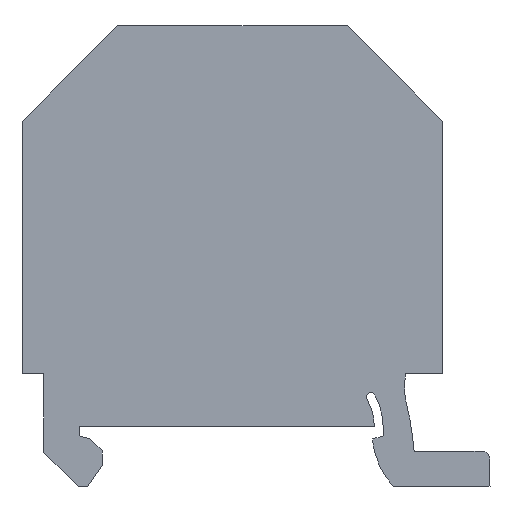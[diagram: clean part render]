
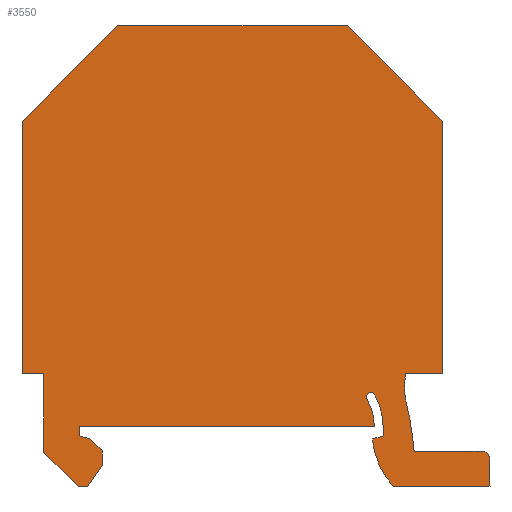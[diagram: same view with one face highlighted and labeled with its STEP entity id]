
A CAD part, left-side view. The second image highlights one B-rep face of the part: STEP entity #3550.
In plain terms, the highlighted face is planar.
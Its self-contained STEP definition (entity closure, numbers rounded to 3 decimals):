
#200=CARTESIAN_POINT('',(17.5,0.,-1.5));
#210=VERTEX_POINT('',#200);
#240=CARTESIAN_POINT('',(0.,0.,-1.5));
#250=DIRECTION('',(1.,0.,0.));
#260=VECTOR('',#250,1.);
#270=LINE('',#240,#260);
#280=CARTESIAN_POINT('',(-16.194,0.,-1.5));
#290=VERTEX_POINT('',#280);
#300=EDGE_CURVE('',#290,#210,#270,.T.);
#570=CARTESIAN_POINT('',(17.5,-1.1,-1.5));
#580=VERTEX_POINT('',#570);
#630=CARTESIAN_POINT('',(17.5,0.,-1.5));
#640=DIRECTION('',(0.,-1.,0.));
#650=VECTOR('',#640,1.);
#660=LINE('',#630,#650);
#670=EDGE_CURVE('',#210,#580,#660,.T.);
#950=CARTESIAN_POINT('',(-19.827,2.642,-1.5));
#960=VERTEX_POINT('',#950);
#1140=CARTESIAN_POINT('',(-20.714,-2.85,-1.5));
#1150=VERTEX_POINT('',#1140);
#1180=CARTESIAN_POINT('',(11.3,-5.2,-1.5));
#1190=DIRECTION('',(0.,0.,1.));
#1200=DIRECTION('',(1.,0.,0.));
#1210=AXIS2_PLACEMENT_3D('',#1180,#1190,#1200);
#1220=CIRCLE('',#1210,32.1);
#1230=EDGE_CURVE('',#960,#1150,#1220,.T.);
#1350=CARTESIAN_POINT('',(-19.343,8.595,-1.5));
#1360=DIRECTION('',(0.,0.,-1.));
#1370=DIRECTION('',(-1.,0.,0.));
#1380=AXIS2_PLACEMENT_3D('',#1350,#1360,#1370);
#1390=PLANE('',#1380);
#1400=CARTESIAN_POINT('',(0.,-6.85,-1.5));
#1410=DIRECTION('',(1.,0.,0.));
#1420=VECTOR('',#1410,1.);
#1430=LINE('',#1400,#1420);
#1440=CARTESIAN_POINT('',(-29.367,-6.85,-1.5));
#1450=VERTEX_POINT('',#1440);
#1460=CARTESIAN_POINT('',(-18.334,-6.85,-1.5));
#1470=VERTEX_POINT('',#1460);
#1480=EDGE_CURVE('',#1450,#1470,#1430,.T.);
#1490=ORIENTED_EDGE('',*,*,#1480,.F.);
#1500=CARTESIAN_POINT('',(-25.4,-0.5,-1.5));
#1510=DIRECTION('',(0.,0.,1.));
#1520=DIRECTION('',(1.,0.,0.));
#1530=AXIS2_PLACEMENT_3D('',#1500,#1510,#1520);
#1540=CIRCLE('',#1530,9.5);
#1550=CARTESIAN_POINT('',(-16.,-1.875,-1.5));
#1560=VERTEX_POINT('',#1550);
#1570=EDGE_CURVE('',#1470,#1560,#1540,.T.);
#1580=ORIENTED_EDGE('',*,*,#1570,.F.);
#1590=CARTESIAN_POINT('',(-16.,0.,-1.5));
#1600=DIRECTION('',(0.,1.,0.));
#1610=VECTOR('',#1600,1.);
#1620=LINE('',#1590,#1610);
#1630=CARTESIAN_POINT('',(-16.,-1.422,-1.5));
#1640=VERTEX_POINT('',#1630);
#1650=EDGE_CURVE('',#1560,#1640,#1620,.T.);
#1660=ORIENTED_EDGE('',*,*,#1650,.F.);
#1670=CARTESIAN_POINT('',(0.,-5.709,-1.5));
#1680=DIRECTION('',(-0.966,0.259,0.));
#1690=VECTOR('',#1680,1.);
#1700=LINE('',#1670,#1690);
#1710=CARTESIAN_POINT('',(-17.2,-1.1,-1.5));
#1720=VERTEX_POINT('',#1710);
#1730=EDGE_CURVE('',#1640,#1720,#1700,.T.);
#1740=ORIENTED_EDGE('',*,*,#1730,.F.);
#1750=CARTESIAN_POINT('',(-17.2,0.,-1.5));
#1760=DIRECTION('',(0.,1.,0.));
#1770=VECTOR('',#1760,1.);
#1780=LINE('',#1750,#1770);
#1790=CARTESIAN_POINT('',(-17.2,-0.3,-1.5));
#1800=VERTEX_POINT('',#1790);
#1810=EDGE_CURVE('',#1720,#1800,#1780,.T.);
#1820=ORIENTED_EDGE('',*,*,#1810,.F.);
#1830=CARTESIAN_POINT('',(-8.9,-0.3,-1.5));
#1840=DIRECTION('',(0.,0.,1.));
#1850=DIRECTION('',(1.,0.,0.));
#1860=AXIS2_PLACEMENT_3D('',#1830,#1840,#1850);
#1870=CIRCLE('',#1860,8.3);
#1880=CARTESIAN_POINT('',(-16.235,3.584,-1.5));
#1890=VERTEX_POINT('',#1880);
#1900=EDGE_CURVE('',#1890,#1800,#1870,.T.);
#1910=ORIENTED_EDGE('',*,*,#1900,.T.);
#1920=CARTESIAN_POINT('',(-15.793,3.35,-1.5));
#1930=DIRECTION('',(0.,0.,1.));
#1940=DIRECTION('',(1.,0.,0.));
#1950=AXIS2_PLACEMENT_3D('',#1920,#1930,#1940);
#1960=CIRCLE('',#1950,0.5);
#1970=CARTESIAN_POINT('',(-15.351,3.116,-1.5));
#1980=VERTEX_POINT('',#1970);
#1990=EDGE_CURVE('',#1980,#1890,#1960,.T.);
#2000=ORIENTED_EDGE('',*,*,#1990,.T.);
#2010=CARTESIAN_POINT('',(-8.9,-0.3,-1.5));
#2020=DIRECTION('',(0.,0.,1.));
#2030=DIRECTION('',(1.,0.,0.));
#2040=AXIS2_PLACEMENT_3D('',#2010,#2020,#2030);
#2050=CIRCLE('',#2040,7.3);
#2060=EDGE_CURVE('',#1980,#290,#2050,.T.);
#2070=ORIENTED_EDGE('',*,*,#2060,.F.);
#2080=ORIENTED_EDGE('',*,*,#300,.F.);
#2090=ORIENTED_EDGE('',*,*,#670,.F.);
#2100=CARTESIAN_POINT('',(0.,-5.789,-1.5));
#2110=DIRECTION('',(-0.966,-0.259,0.));
#2120=VECTOR('',#2110,1.);
#2130=LINE('',#2100,#2120);
#2140=CARTESIAN_POINT('',(16.202,-1.448,-1.5));
#2150=VERTEX_POINT('',#2140);
#2160=EDGE_CURVE('',#580,#2150,#2130,.T.);
#2170=ORIENTED_EDGE('',*,*,#2160,.F.);
#2180=CARTESIAN_POINT('',(17.65,0.,-1.5));
#2190=DIRECTION('',(-0.707,-0.707,0.));
#2200=VECTOR('',#2190,1.);
#2210=LINE('',#2180,#2200);
#2220=CARTESIAN_POINT('',(14.85,-2.8,-1.5));
#2230=VERTEX_POINT('',#2220);
#2240=EDGE_CURVE('',#2150,#2230,#2210,.T.);
#2250=ORIENTED_EDGE('',*,*,#2240,.F.);
#2260=CARTESIAN_POINT('',(14.85,0.,-1.5));
#2270=DIRECTION('',(0.,-1.,0.));
#2280=VECTOR('',#2270,1.);
#2290=LINE('',#2260,#2280);
#2300=CARTESIAN_POINT('',(14.85,-4.45,-1.5));
#2310=VERTEX_POINT('',#2300);
#2320=EDGE_CURVE('',#2230,#2310,#2290,.T.);
#2330=ORIENTED_EDGE('',*,*,#2320,.F.);
#2340=CARTESIAN_POINT('',(11.734,0.,-1.5));
#2350=DIRECTION('',(0.574,-0.819,0.));
#2360=VECTOR('',#2350,1.);
#2370=LINE('',#2340,#2360);
#2380=CARTESIAN_POINT('',(16.53,-6.85,-1.5));
#2390=VERTEX_POINT('',#2380);
#2400=EDGE_CURVE('',#2310,#2390,#2370,.T.);
#2410=ORIENTED_EDGE('',*,*,#2400,.F.);
#2420=CARTESIAN_POINT('',(0.,-6.85,-1.5));
#2430=DIRECTION('',(1.,0.,0.));
#2440=VECTOR('',#2430,1.);
#2450=LINE('',#2420,#2440);
#2460=CARTESIAN_POINT('',(17.6,-6.85,-1.5));
#2470=VERTEX_POINT('',#2460);
#2480=EDGE_CURVE('',#2390,#2470,#2450,.T.);
#2490=ORIENTED_EDGE('',*,*,#2480,.F.);
#2500=CARTESIAN_POINT('',(0.,-24.45,-1.5));
#2510=DIRECTION('',(0.707,0.707,0.));
#2520=VECTOR('',#2510,1.);
#2530=LINE('',#2500,#2520);
#2540=CARTESIAN_POINT('',(21.5,-2.95,-1.5));
#2550=VERTEX_POINT('',#2540);
#2560=EDGE_CURVE('',#2470,#2550,#2530,.T.);
#2570=ORIENTED_EDGE('',*,*,#2560,.F.);
#2580=CARTESIAN_POINT('',(21.5,0.,-1.5));
#2590=DIRECTION('',(0.,-1.,0.));
#2600=VECTOR('',#2590,1.);
#2610=LINE('',#2580,#2600);
#2620=CARTESIAN_POINT('',(21.5,6.,-1.5));
#2630=VERTEX_POINT('',#2620);
#2640=EDGE_CURVE('',#2630,#2550,#2610,.T.);
#2650=ORIENTED_EDGE('',*,*,#2640,.T.);
#2660=CARTESIAN_POINT('',(0.,6.,-1.5));
#2670=DIRECTION('',(-1.,0.,0.));
#2680=VECTOR('',#2670,1.);
#2690=LINE('',#2660,#2680);
#2700=CARTESIAN_POINT('',(24.,6.,-1.5));
#2710=VERTEX_POINT('',#2700);
#2720=EDGE_CURVE('',#2710,#2630,#2690,.T.);
#2730=ORIENTED_EDGE('',*,*,#2720,.T.);
#2740=CARTESIAN_POINT('',(24.,0.,-1.5));
#2750=DIRECTION('',(0.,-1.,0.));
#2760=VECTOR('',#2750,1.);
#2770=LINE('',#2740,#2760);
#2780=CARTESIAN_POINT('',(24.,34.8,-1.5));
#2790=VERTEX_POINT('',#2780);
#2800=EDGE_CURVE('',#2790,#2710,#2770,.T.);
#2810=ORIENTED_EDGE('',*,*,#2800,.T.);
#2820=CARTESIAN_POINT('',(0.,58.8,-1.5));
#2830=DIRECTION('',(-0.707,0.707,0.));
#2840=VECTOR('',#2830,1.);
#2850=LINE('',#2820,#2840);
#2860=CARTESIAN_POINT('',(13.1,45.7,-1.5));
#2870=VERTEX_POINT('',#2860);
#2880=EDGE_CURVE('',#2790,#2870,#2850,.T.);
#2890=ORIENTED_EDGE('',*,*,#2880,.F.);
#2900=CARTESIAN_POINT('',(0.,45.7,-1.5));
#2910=DIRECTION('',(-1.,0.,0.));
#2920=VECTOR('',#2910,1.);
#2930=LINE('',#2900,#2920);
#2940=CARTESIAN_POINT('',(-13.1,45.7,-1.5));
#2950=VERTEX_POINT('',#2940);
#2960=EDGE_CURVE('',#2870,#2950,#2930,.T.);
#2970=ORIENTED_EDGE('',*,*,#2960,.F.);
#2980=CARTESIAN_POINT('',(-58.8,0.,-1.5));
#2990=DIRECTION('',(-0.707,-0.707,0.));
#3000=VECTOR('',#2990,1.);
#3010=LINE('',#2980,#3000);
#3020=CARTESIAN_POINT('',(-24.,34.8,-1.5));
#3030=VERTEX_POINT('',#3020);
#3040=EDGE_CURVE('',#2950,#3030,#3010,.T.);
#3050=ORIENTED_EDGE('',*,*,#3040,.F.);
#3060=CARTESIAN_POINT('',(-24.,0.,-1.5));
#3070=DIRECTION('',(0.,1.,0.));
#3080=VECTOR('',#3070,1.);
#3090=LINE('',#3060,#3080);
#3100=CARTESIAN_POINT('',(-24.,6.,-1.5));
#3110=VERTEX_POINT('',#3100);
#3120=EDGE_CURVE('',#3110,#3030,#3090,.T.);
#3130=ORIENTED_EDGE('',*,*,#3120,.T.);
#3140=CARTESIAN_POINT('',(0.,6.,-1.5));
#3150=DIRECTION('',(-1.,0.,0.));
#3160=VECTOR('',#3150,1.);
#3170=LINE('',#3140,#3160);
#3180=CARTESIAN_POINT('',(-19.757,6.,-1.5));
#3190=VERTEX_POINT('',#3180);
#3200=EDGE_CURVE('',#3190,#3110,#3170,.T.);
#3210=ORIENTED_EDGE('',*,*,#3200,.T.);
#3220=CARTESIAN_POINT('',(-27.1,4.475,-1.5));
#3230=DIRECTION('',(0.,0.,1.));
#3240=DIRECTION('',(1.,0.,0.));
#3250=AXIS2_PLACEMENT_3D('',#3220,#3230,#3240);
#3260=CIRCLE('',#3250,7.5);
#3270=EDGE_CURVE('',#960,#3190,#3260,.T.);
#3280=ORIENTED_EDGE('',*,*,#3270,.T.);
#3290=ORIENTED_EDGE('',*,*,#1230,.F.);
#3300=CARTESIAN_POINT('',(0.,-2.85,-1.5));
#3310=DIRECTION('',(-1.,0.,0.));
#3320=VECTOR('',#3310,1.);
#3330=LINE('',#3300,#3320);
#3340=CARTESIAN_POINT('',(-28.467,-2.85,-1.5));
#3350=VERTEX_POINT('',#3340);
#3360=EDGE_CURVE('',#1150,#3350,#3330,.T.);
#3370=ORIENTED_EDGE('',*,*,#3360,.F.);
#3380=CARTESIAN_POINT('',(-28.467,-3.75,
-1.5));
#3390=DIRECTION('',(0.,0.,1.));
#3400=DIRECTION('',(1.,0.,0.));
#3410=AXIS2_PLACEMENT_3D('',#3380,#3390,#3400);
#3420=CIRCLE('',#3410,0.9);
#3430=CARTESIAN_POINT('',(-29.367,-3.75,-1.5));
#3440=VERTEX_POINT('',#3430);
#3450=EDGE_CURVE('',#3350,#3440,#3420,.T.);
#3460=ORIENTED_EDGE('',*,*,#3450,.F.);
#3470=CARTESIAN_POINT('',(-29.367,0.,-1.5));
#3480=DIRECTION('',(0.,-1.,0.));
#3490=VECTOR('',#3480,1.);
#3500=LINE('',#3470,#3490);
#3510=EDGE_CURVE('',#3440,#1450,#3500,.T.);
#3520=ORIENTED_EDGE('',*,*,#3510,.F.);
#3530=EDGE_LOOP('',(#3520,#3460,#3370,#3290,#3280,#3210,#3130,#3050,
#2970,#2890,#2810,#2730,#2650,#2570,#2490,#2410,#2330,#2250,#2170,#2090,
#2080,#2070,#2000,#1910,#1820,#1740,#1660,#1580,#1490));
#3540=FACE_OUTER_BOUND('',#3530,.T.);
#3550=ADVANCED_FACE('',(#3540),#1390,.T.);
